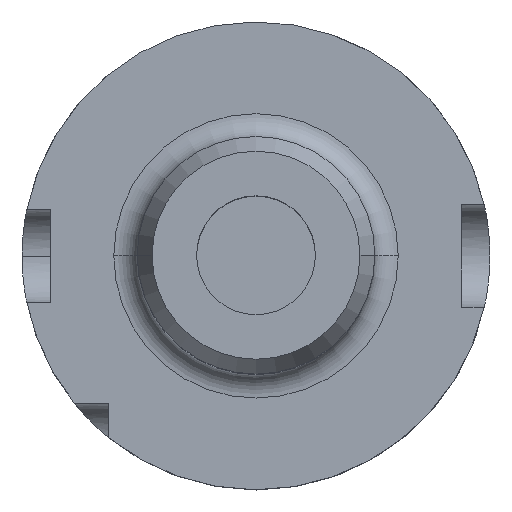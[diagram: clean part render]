
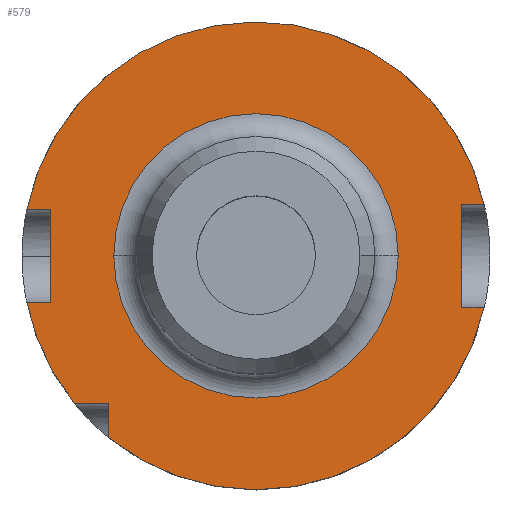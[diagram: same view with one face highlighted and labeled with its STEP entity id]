
A CAD part, top view. The second image highlights one B-rep face of the part: STEP entity #579.
In plain terms, the highlighted planar face has unit normal (0, 0, 1).
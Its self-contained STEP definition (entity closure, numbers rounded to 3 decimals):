
#18 = ORIENTED_EDGE ( 'NONE', *, *, #308, .F. ) ;
#47 = DIRECTION ( 'NONE',  ( 1., 0., 0. ) ) ;
#56 = ORIENTED_EDGE ( 'NONE', *, *, #2316, .F. ) ;
#64 = LINE ( 'NONE', #2210, #1545 ) ;
#72 = CARTESIAN_POINT ( 'NONE',  ( -44., 10., 29. ) ) ;
#106 = EDGE_CURVE ( 'NONE', #2144, #970, #1530, .T. ) ;
#108 = EDGE_CURVE ( 'NONE', #1352, #944, #964, .T. ) ;
#123 = CARTESIAN_POINT ( 'NONE',  ( -48.99, 10., 29. ) ) ;
#172 = VERTEX_POINT ( 'NONE', #123 ) ;
#211 = CIRCLE ( 'NONE', #928, 50. ) ;
#299 = CARTESIAN_POINT ( 'NONE',  ( 0., 10., 29. ) ) ;
#308 = EDGE_CURVE ( 'NONE', #1301, #2081, #211, .T. ) ;
#342 = VERTEX_POINT ( 'NONE', #1618 ) ;
#348 = DIRECTION ( 'NONE',  ( 0., 0., 1. ) ) ;
#411 = EDGE_CURVE ( 'NONE', #1352, #1474, #472, .T. ) ;
#413 = ORIENTED_EDGE ( 'NONE', *, *, #108, .F. ) ;
#435 = VECTOR ( 'NONE', #1875, 1000. ) ;
#444 = CARTESIAN_POINT ( 'NONE',  ( -31.5, -38.83, 29. ) ) ;
#452 = DIRECTION ( 'NONE',  ( 0., 0., -1. ) ) ;
#455 = VECTOR ( 'NONE', #1114, 1000. ) ;
#472 = LINE ( 'NONE', #510, #1421 ) ;
#510 = CARTESIAN_POINT ( 'NONE',  ( 0., -11., 29. ) ) ;
#529 = ORIENTED_EDGE ( 'NONE', *, *, #1036, .T. ) ;
#572 = VERTEX_POINT ( 'NONE', #1302 ) ;
#579 = ADVANCED_FACE ( 'NONE', ( #1253, #1753 ), #1117, .T. ) ;
#588 = LINE ( 'NONE', #735, #1195 ) ;
#662 = ORIENTED_EDGE ( 'NONE', *, *, #411, .T. ) ;
#675 = VERTEX_POINT ( 'NONE', #72 ) ;
#681 = DIRECTION ( 'NONE',  ( 0., 0., -1. ) ) ;
#696 = DIRECTION ( 'NONE',  ( -1., 0., 0. ) ) ;
#735 = CARTESIAN_POINT ( 'NONE',  ( 0., -31.5, 29. ) ) ;
#766 = LINE ( 'NONE', #1638, #1710 ) ;
#818 = AXIS2_PLACEMENT_3D ( 'NONE', #1590, #452, #1782 ) ;
#852 = CARTESIAN_POINT ( 'NONE',  ( 48.775, 11., 29. ) ) ;
#860 = CARTESIAN_POINT ( 'NONE',  ( -48.99, -10., 29. ) ) ;
#864 = AXIS2_PLACEMENT_3D ( 'NONE', #1458, #348, #1680 ) ;
#880 = CARTESIAN_POINT ( 'NONE',  ( 0., 0., 29. ) ) ;
#928 = AXIS2_PLACEMENT_3D ( 'NONE', #1803, #681, #2006 ) ;
#944 = VERTEX_POINT ( 'NONE', #444 ) ;
#957 = AXIS2_PLACEMENT_3D ( 'NONE', #2338, #1197, #47 ) ;
#964 = CIRCLE ( 'NONE', #1595, 50. ) ;
#966 = CARTESIAN_POINT ( 'NONE',  ( 0., 11., 29. ) ) ;
#970 = VERTEX_POINT ( 'NONE', #852 ) ;
#1006 = EDGE_CURVE ( 'NONE', #2081, #1381, #64, .T. ) ;
#1026 = CIRCLE ( 'NONE', #1825, 50. ) ;
#1036 = EDGE_CURVE ( 'NONE', #572, #1256, #2054, .T. ) ;
#1039 = DIRECTION ( 'NONE',  ( -1., 0., 0. ) ) ;
#1082 = DIRECTION ( 'NONE',  ( 0., -1., 0. ) ) ;
#1114 = DIRECTION ( 'NONE',  ( 0., 1., 0. ) ) ;
#1117 = PLANE ( 'NONE',  #864 ) ;
#1121 = DIRECTION ( 'NONE',  ( -1., 0., 0. ) ) ;
#1165 = EDGE_CURVE ( 'NONE', #172, #970, #1026, .T. ) ;
#1195 = VECTOR ( 'NONE', #1121, 1000. ) ;
#1197 = DIRECTION ( 'NONE',  ( 0., 0., -1. ) ) ;
#1203 = EDGE_CURVE ( 'NONE', #2144, #1474, #2187, .T. ) ;
#1226 = VECTOR ( 'NONE', #1082, 1000. ) ;
#1239 = ORIENTED_EDGE ( 'NONE', *, *, #1165, .F. ) ;
#1250 = CARTESIAN_POINT ( 'NONE',  ( 44., 11., 29. ) ) ;
#1253 = FACE_BOUND ( 'NONE', #2134, .T. ) ;
#1256 = VERTEX_POINT ( 'NONE', #2023 ) ;
#1301 = VERTEX_POINT ( 'NONE', #1660 ) ;
#1302 = CARTESIAN_POINT ( 'NONE',  ( -30.4, 0., 29. ) ) ;
#1331 = DIRECTION ( 'NONE',  ( -1., 0., 0. ) ) ;
#1352 = VERTEX_POINT ( 'NONE', #1807 ) ;
#1376 = EDGE_CURVE ( 'NONE', #675, #172, #2087, .T. ) ;
#1381 = VERTEX_POINT ( 'NONE', #1469 ) ;
#1391 = ORIENTED_EDGE ( 'NONE', *, *, #1978, .T. ) ;
#1396 = EDGE_LOOP ( 'NONE', ( #56, #2145, #413, #662, #2343, #2089, #1239, #1866, #2082, #2474, #18 ) ) ;
#1421 = VECTOR ( 'NONE', #2226, 1000. ) ;
#1458 = CARTESIAN_POINT ( 'NONE',  ( 0., 25.4, 29. ) ) ;
#1469 = CARTESIAN_POINT ( 'NONE',  ( -44., -10., 29. ) ) ;
#1474 = VERTEX_POINT ( 'NONE', #2427 ) ;
#1485 = LINE ( 'NONE', #2058, #455 ) ;
#1493 = EDGE_CURVE ( 'NONE', #944, #342, #1485, .T. ) ;
#1530 = LINE ( 'NONE', #966, #435 ) ;
#1545 = VECTOR ( 'NONE', #2395, 1000. ) ;
#1551 = CIRCLE ( 'NONE', #818, 30.4 ) ;
#1590 = CARTESIAN_POINT ( 'NONE',  ( 0., 0., 29. ) ) ;
#1595 = AXIS2_PLACEMENT_3D ( 'NONE', #2462, #2481, #1331 ) ;
#1618 = CARTESIAN_POINT ( 'NONE',  ( -31.5, -31.5, 29. ) ) ;
#1638 = CARTESIAN_POINT ( 'NONE',  ( -44., -10., 29. ) ) ;
#1660 = CARTESIAN_POINT ( 'NONE',  ( -38.83, -31.5, 29. ) ) ;
#1680 = DIRECTION ( 'NONE',  ( 1., 0., 0. ) ) ;
#1710 = VECTOR ( 'NONE', #1823, 1000. ) ;
#1753 = FACE_OUTER_BOUND ( 'NONE', #1396, .T. ) ;
#1782 = DIRECTION ( 'NONE',  ( 1., 0., 0. ) ) ;
#1803 = CARTESIAN_POINT ( 'NONE',  ( 0., 0., 29. ) ) ;
#1807 = CARTESIAN_POINT ( 'NONE',  ( 48.775, -11., 29. ) ) ;
#1823 = DIRECTION ( 'NONE',  ( 0., -1., 0. ) ) ;
#1825 = AXIS2_PLACEMENT_3D ( 'NONE', #880, #2177, #1039 ) ;
#1866 = ORIENTED_EDGE ( 'NONE', *, *, #1376, .F. ) ;
#1875 = DIRECTION ( 'NONE',  ( 1., 0., 0. ) ) ;
#1978 = EDGE_CURVE ( 'NONE', #1256, #572, #1551, .T. ) ;
#2006 = DIRECTION ( 'NONE',  ( -1., 0., 0. ) ) ;
#2023 = CARTESIAN_POINT ( 'NONE',  ( 30.4, 0., 29. ) ) ;
#2054 = CIRCLE ( 'NONE', #957, 30.4 ) ;
#2058 = CARTESIAN_POINT ( 'NONE',  ( -31.5, 25.4, 29. ) ) ;
#2081 = VERTEX_POINT ( 'NONE', #860 ) ;
#2082 = ORIENTED_EDGE ( 'NONE', *, *, #2205, .T. ) ;
#2087 = LINE ( 'NONE', #299, #2124 ) ;
#2089 = ORIENTED_EDGE ( 'NONE', *, *, #106, .T. ) ;
#2124 = VECTOR ( 'NONE', #696, 1000. ) ;
#2134 = EDGE_LOOP ( 'NONE', ( #1391, #529 ) ) ;
#2144 = VERTEX_POINT ( 'NONE', #1250 ) ;
#2145 = ORIENTED_EDGE ( 'NONE', *, *, #1493, .F. ) ;
#2177 = DIRECTION ( 'NONE',  ( 0., 0., -1. ) ) ;
#2187 = LINE ( 'NONE', #2224, #1226 ) ;
#2205 = EDGE_CURVE ( 'NONE', #675, #1381, #766, .T. ) ;
#2210 = CARTESIAN_POINT ( 'NONE',  ( 0., -10., 29. ) ) ;
#2224 = CARTESIAN_POINT ( 'NONE',  ( 44., -11., 29. ) ) ;
#2226 = DIRECTION ( 'NONE',  ( -1., 0., 0. ) ) ;
#2316 = EDGE_CURVE ( 'NONE', #342, #1301, #588, .T. ) ;
#2338 = CARTESIAN_POINT ( 'NONE',  ( 0., 0., 29. ) ) ;
#2343 = ORIENTED_EDGE ( 'NONE', *, *, #1203, .F. ) ;
#2395 = DIRECTION ( 'NONE',  ( 1., 0., 0. ) ) ;
#2427 = CARTESIAN_POINT ( 'NONE',  ( 44., -11., 29. ) ) ;
#2462 = CARTESIAN_POINT ( 'NONE',  ( 0., 0., 29. ) ) ;
#2474 = ORIENTED_EDGE ( 'NONE', *, *, #1006, .F. ) ;
#2481 = DIRECTION ( 'NONE',  ( 0., 0., -1. ) ) ;
